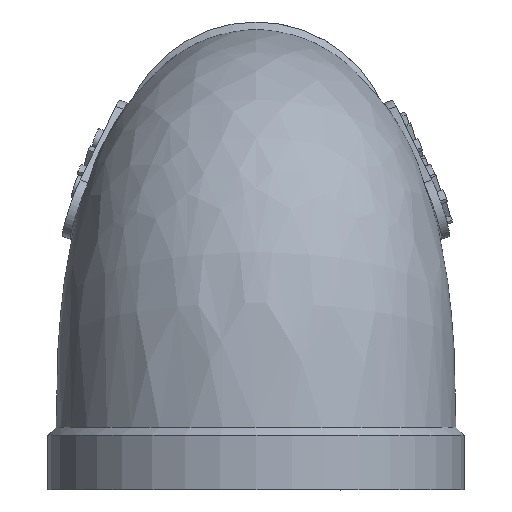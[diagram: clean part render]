
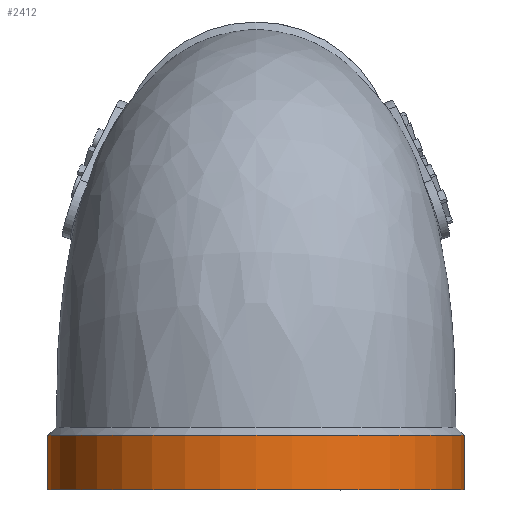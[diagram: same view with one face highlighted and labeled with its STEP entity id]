
A CAD part, left-side view. The second image highlights one B-rep face of the part: STEP entity #2412.
In plain terms, the highlighted cylindrical face has radius 13.25 mm (diameter 26.5 mm), a full revolution.
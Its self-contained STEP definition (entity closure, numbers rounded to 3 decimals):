
#27=CYLINDRICAL_SURFACE('',#2571,13.25);
#657=CIRCLE('',#2561,13.25);
#665=CIRCLE('',#2572,13.25);
#779=ORIENTED_EDGE('',*,*,#1488,.T.);
#780=ORIENTED_EDGE('',*,*,#1452,.F.);
#1452=EDGE_CURVE('',#1808,#1808,#657,.T.);
#1488=EDGE_CURVE('',#1842,#1842,#665,.T.);
#1808=VERTEX_POINT('',#3493);
#1842=VERTEX_POINT('',#4108);
#2074=EDGE_LOOP('',(#779));
#2075=EDGE_LOOP('',(#780));
#2236=FACE_BOUND('',#2074,.T.);
#2237=FACE_BOUND('',#2075,.T.);
#2412=ADVANCED_FACE('',(#2236,#2237),#27,.T.);
#2561=AXIS2_PLACEMENT_3D('',#3492,#2756,#2757);
#2571=AXIS2_PLACEMENT_3D('',#4106,#2776,#2777);
#2572=AXIS2_PLACEMENT_3D('',#4107,#2778,#2779);
#2756=DIRECTION('',(0.,0.,-1.));
#2757=DIRECTION('',(1.,0.,0.));
#2776=DIRECTION('',(0.,0.,-1.));
#2777=DIRECTION('',(-1.,0.,0.));
#2778=DIRECTION('',(0.,0.,-1.));
#2779=DIRECTION('',(-1.,0.,0.));
#3492=CARTESIAN_POINT('',(-22.,0.,0.));
#3493=CARTESIAN_POINT('',(-8.75,0.,0.));
#4106=CARTESIAN_POINT('',(-22.,0.,4.));
#4107=CARTESIAN_POINT('',(-22.,0.,3.5));
#4108=CARTESIAN_POINT('',(-35.25,0.,3.5));
